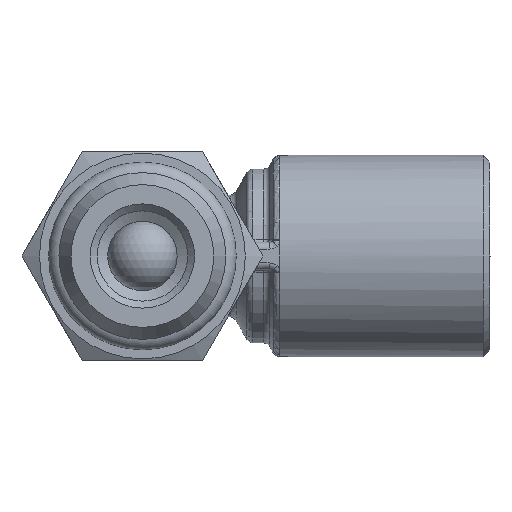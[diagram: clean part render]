
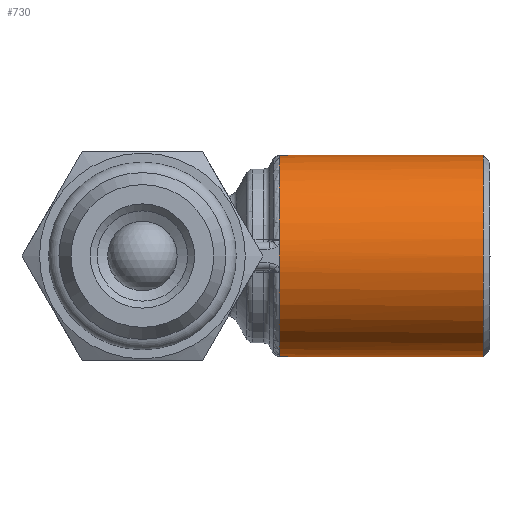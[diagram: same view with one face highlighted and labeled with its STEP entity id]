
A CAD part, front view. The second image highlights one B-rep face of the part: STEP entity #730.
In plain terms, the highlighted cylindrical face has radius 7.25 mm (diameter 14.5 mm), a full revolution.
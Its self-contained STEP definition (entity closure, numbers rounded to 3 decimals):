
#730 = ADVANCED_FACE( 'NONE', ( #1523, #1524 ), #1525, .T. );
#1523 = FACE_OUTER_BOUND( '', #4683, .T. );
#1524 = FACE_OUTER_BOUND( '', #4684, .T. );
#1525 = CYLINDRICAL_SURFACE( '', #4685, 7.25 );
#4683 = EDGE_LOOP( '', ( #6932, #6933, #6934 ) );
#4684 = EDGE_LOOP( '', ( #6935 ) );
#4685 = AXIS2_PLACEMENT_3D( '', #6936, #6937, #6938 );
#6932 = ORIENTED_EDGE( '', *, *, #7393, .T. );
#6933 = ORIENTED_EDGE( '', *, *, #7333, .T. );
#6934 = ORIENTED_EDGE( '', *, *, #7888, .T. );
#6935 = ORIENTED_EDGE( '', *, *, #7283, .F. );
#6936 = CARTESIAN_POINT( '', ( 10., 0., 0. ) );
#6937 = DIRECTION( '', ( 1., 0., 0. ) );
#6938 = DIRECTION( '', ( 0., -1., 0. ) );
#7283 = EDGE_CURVE( 'NONE', #8254, #8254, #8255, .T. );
#7333 = EDGE_CURVE( 'NONE', #8330, #8335, #8337, .T. );
#7393 = EDGE_CURVE( 'NONE', #8434, #8330, #8437, .T. );
#7888 = EDGE_CURVE( 'NONE', #8335, #8434, #9166, .T. );
#8254 = VERTEX_POINT( '', #9964 );
#8255 = CIRCLE( '', #9965, 7.25 );
#8330 = VERTEX_POINT( 'NONE', #10229 );
#8335 = VERTEX_POINT( 'NONE', #10235 );
#8337 = CIRCLE( '', #10237, 7.25 );
#8434 = VERTEX_POINT( 'NONE', #10517 );
#8437 = CIRCLE( '', #10521, 7.25 );
#9166 = CIRCLE( '', #12745, 7.25 );
#9964 = CARTESIAN_POINT( '', ( 24.5, 0., 7.25 ) );
#9965 = AXIS2_PLACEMENT_3D( '', #13840, #13841, #13842 );
#10229 = CARTESIAN_POINT( '', ( 9.855, -7.25, 0. ) );
#10235 = CARTESIAN_POINT( '', ( 9.855, -7.155, -1.168 ) );
#10237 = AXIS2_PLACEMENT_3D( '', #13886, #13887, #13888 );
#10517 = CARTESIAN_POINT( '', ( 9.855, -7.155, 1.168 ) );
#10521 = AXIS2_PLACEMENT_3D( '', #13936, #13937, #13938 );
#12745 = AXIS2_PLACEMENT_3D( '', #14301, #14302, #14303 );
#13840 = CARTESIAN_POINT( '', ( 24.5, 0., 0. ) );
#13841 = DIRECTION( '', ( 1., 0., 0. ) );
#13842 = DIRECTION( '', ( 0., 0., 1. ) );
#13886 = CARTESIAN_POINT( '', ( 9.855, 0., 0. ) );
#13887 = DIRECTION( '', ( 1., 0., 0. ) );
#13888 = DIRECTION( '', ( 0., 1., 0. ) );
#13936 = CARTESIAN_POINT( '', ( 9.855, 0., 0. ) );
#13937 = DIRECTION( '', ( 1., 0., 0. ) );
#13938 = DIRECTION( '', ( 0., 1., 0. ) );
#14301 = CARTESIAN_POINT( '', ( 9.855, 0., 0. ) );
#14302 = DIRECTION( '', ( 1., 0., 0. ) );
#14303 = DIRECTION( '', ( 0., 1., 0. ) );
